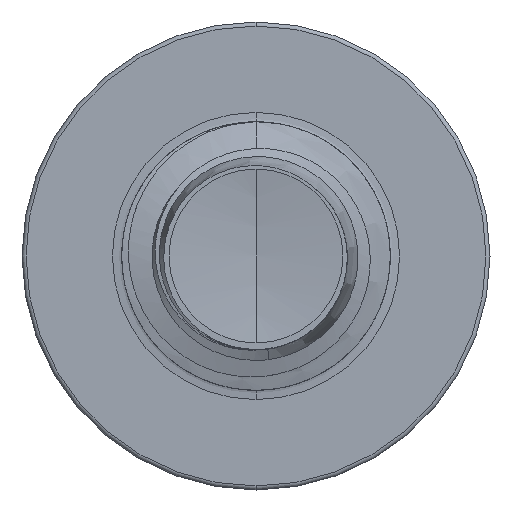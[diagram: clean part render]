
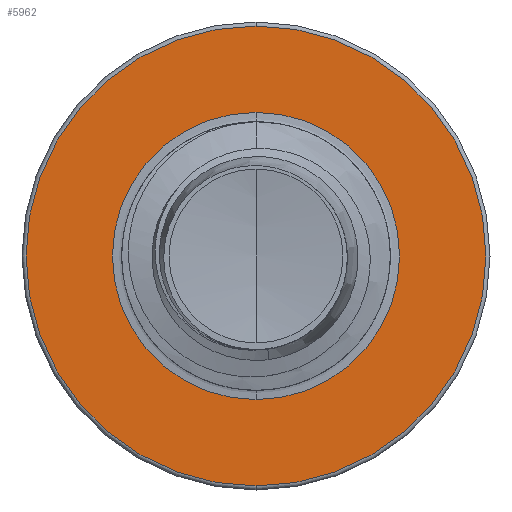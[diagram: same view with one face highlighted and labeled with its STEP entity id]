
A CAD part, front view. The second image highlights one B-rep face of the part: STEP entity #5962.
In plain terms, the highlighted planar face has unit normal (0, -1, 0).
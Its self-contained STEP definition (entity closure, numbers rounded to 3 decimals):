
#334 = CARTESIAN_POINT ( 'NONE',  ( 0., 10., 1.872 ) ) ;
#826 = CARTESIAN_POINT ( 'NONE',  ( 0., 10., 0. ) ) ;
#932 = DIRECTION ( 'NONE',  ( 0., 1., 0. ) ) ;
#2728 = DIRECTION ( 'NONE',  ( 0., 0., 1. ) ) ;
#4068 = CARTESIAN_POINT ( 'NONE',  ( 0., 10., -1.872 ) ) ;
#4454 = VERTEX_POINT ( 'NONE', #4068 ) ;
#4663 = CARTESIAN_POINT ( 'NONE',  ( 0., 10., 0. ) ) ;
#4696 = DIRECTION ( 'NONE',  ( 0., 0., 1. ) ) ;
#4722 = DIRECTION ( 'NONE',  ( 0., 1., 0. ) ) ;
#4726 = CARTESIAN_POINT ( 'NONE',  ( 0., 10., 0. ) ) ;
#5513 = EDGE_CURVE ( 'NONE', #17295, #4454, #16165, .T. ) ;
#5962 = ADVANCED_FACE ( 'NONE', ( #18945, #15195 ), #10717, .F. ) ;
#6218 = EDGE_LOOP ( 'NONE', ( #14418, #11843 ) ) ;
#6317 = EDGE_LOOP ( 'NONE', ( #14218, #11759 ) ) ;
#6514 = DIRECTION ( 'NONE',  ( 0., 0., 1. ) ) ;
#7410 = CARTESIAN_POINT ( 'NONE',  ( 0., 10., -2.997 ) ) ;
#10133 = CARTESIAN_POINT ( 'NONE',  ( 0., 10., 2.998 ) ) ;
#10513 = DIRECTION ( 'NONE',  ( 0., 0., 1. ) ) ;
#10540 = DIRECTION ( 'NONE',  ( 0., 1., 0. ) ) ;
#10567 = CARTESIAN_POINT ( 'NONE',  ( 0., 10., -1.872 ) ) ;
#10685 = AXIS2_PLACEMENT_3D ( 'NONE', #10567, #10540, #10513 ) ;
#10717 = PLANE ( 'NONE',  #10685 ) ;
#10849 = AXIS2_PLACEMENT_3D ( 'NONE', #4663, #16537, #6514 ) ;
#11611 = CARTESIAN_POINT ( 'NONE',  ( 0., 10., 0. ) ) ;
#11759 = ORIENTED_EDGE ( 'NONE', *, *, #17886, .T. ) ;
#11843 = ORIENTED_EDGE ( 'NONE', *, *, #20531, .F. ) ;
#12100 = CIRCLE ( 'NONE', #15241, 1.872 ) ;
#13190 = DIRECTION ( 'NONE',  ( 0., 1., 0. ) ) ;
#13251 = AXIS2_PLACEMENT_3D ( 'NONE', #826, #13190, #2728 ) ;
#13288 = DIRECTION ( 'NONE',  ( 0., 0., 1. ) ) ;
#13673 = EDGE_CURVE ( 'NONE', #18240, #19918, #18222, .T. ) ;
#13972 = CIRCLE ( 'NONE', #13251, 2.998 ) ;
#14218 = ORIENTED_EDGE ( 'NONE', *, *, #5513, .T. ) ;
#14418 = ORIENTED_EDGE ( 'NONE', *, *, #13673, .F. ) ;
#15195 = FACE_BOUND ( 'NONE', #6317, .T. ) ;
#15241 = AXIS2_PLACEMENT_3D ( 'NONE', #11611, #932, #13288 ) ;
#16165 = CIRCLE ( 'NONE', #20352, 1.872 ) ;
#16537 = DIRECTION ( 'NONE',  ( 0., 1., 0. ) ) ;
#17295 = VERTEX_POINT ( 'NONE', #334 ) ;
#17886 = EDGE_CURVE ( 'NONE', #4454, #17295, #12100, .T. ) ;
#18222 = CIRCLE ( 'NONE', #10849, 2.998 ) ;
#18240 = VERTEX_POINT ( 'NONE', #10133 ) ;
#18945 = FACE_OUTER_BOUND ( 'NONE', #6218, .T. ) ;
#19918 = VERTEX_POINT ( 'NONE', #7410 ) ;
#20352 = AXIS2_PLACEMENT_3D ( 'NONE', #4726, #4722, #4696 ) ;
#20531 = EDGE_CURVE ( 'NONE', #19918, #18240, #13972, .T. ) ;
